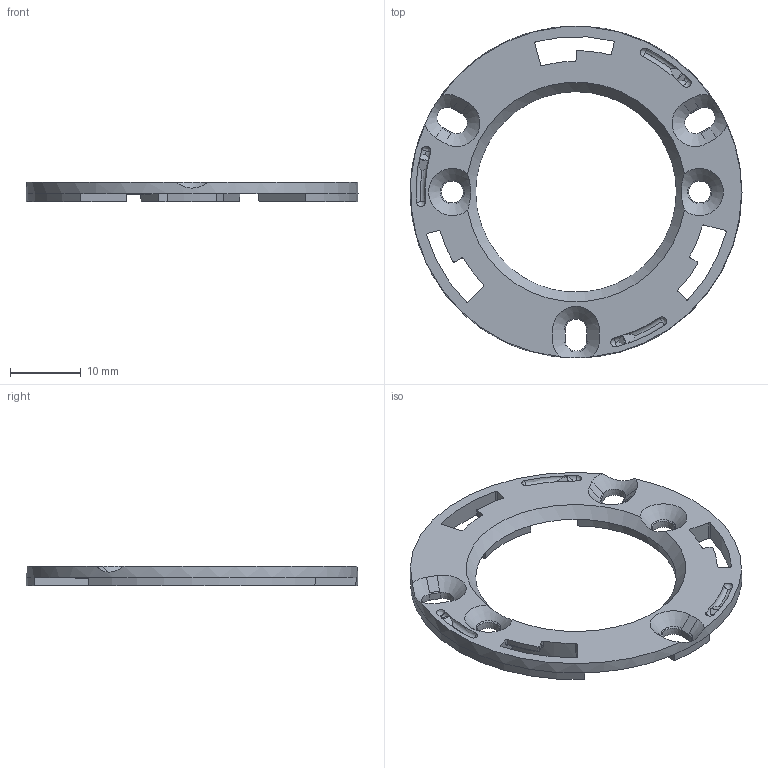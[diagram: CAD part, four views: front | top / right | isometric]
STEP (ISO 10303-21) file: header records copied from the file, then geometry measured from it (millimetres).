
FILE_DESCRIPTION(('STEP AP242'),'1');
FILE_NAME('LLH66B7.stp','2025-03-18T08:58:16',(' '),(' '),'Spatial InterOp 3D',' ',' ');
FILE_SCHEMA(('AP242_MANAGED_MODEL_BASED_3D_ENGINEERING_MIM_LF {1 0 10303 442 1 1 4}'));
Length unit declared in the file: millimetre
Products named in the file (1): LLH66B7
Bounding box: 46.99 x 46.93 x 2.77 mm (x, y, z)
Volume: 1929.8 mm3; surface area: 2825.6 mm2
Topology: 1 solids, 1 shells, 336 faces, 925 edges, 593 vertices
Faces by surface type: plane 121, extrusion 119, cone 39, bspline 33, torus 12, cylinder 6, sphere 6
Entity records: 15376 total; most frequent: CARTESIAN_POINT 4836, ORIENTED_EDGE 1828, DIRECTION 1197, EDGE_CURVE 914, VERTEX_POINT 596, B_SPLINE_CURVE_WITH_KNOTS 496, VECTOR 485, EDGE_LOOP 370
